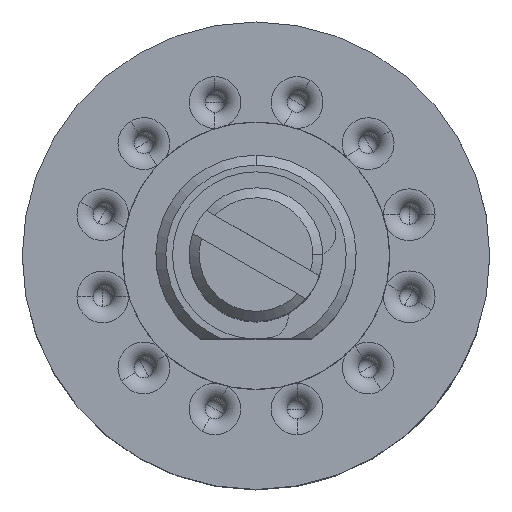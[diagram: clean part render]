
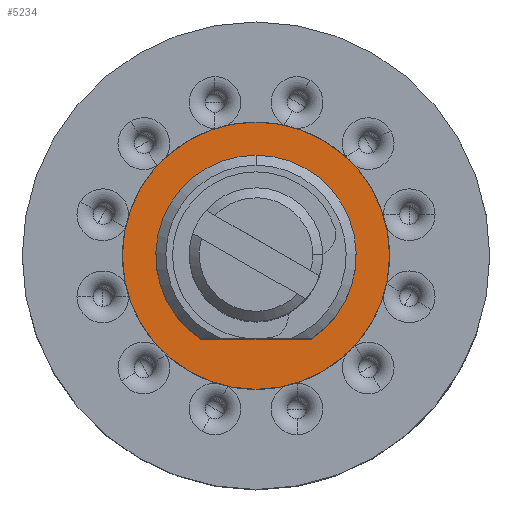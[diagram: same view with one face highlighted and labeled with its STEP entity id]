
A CAD part, top view. The second image highlights one B-rep face of the part: STEP entity #5234.
In plain terms, the highlighted planar face has unit normal (0, 0, 1).
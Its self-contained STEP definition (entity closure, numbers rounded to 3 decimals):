
#141 = CARTESIAN_POINT ( 'NONE',  ( 0., 0., 0. ) ) ;
#567 = DIRECTION ( 'NONE',  ( 0., 0., 1. ) ) ;
#996 = ORIENTED_EDGE ( 'NONE', *, *, #10156, .T. ) ;
#1499 = ORIENTED_EDGE ( 'NONE', *, *, #3204, .T. ) ;
#1788 = ORIENTED_EDGE ( 'NONE', *, *, #12599, .F. ) ;
#2202 = VERTEX_POINT ( 'NONE', #13353 ) ;
#2667 = DIRECTION ( 'NONE',  ( 0., 0., 1. ) ) ;
#2862 = PLANE ( 'NONE',  #18161 ) ;
#2866 = ORIENTED_EDGE ( 'NONE', *, *, #12964, .F. ) ;
#3204 = EDGE_CURVE ( 'NONE', #15555, #2202, #9329, .T. ) ;
#3638 = FACE_BOUND ( 'NONE', #9233, .T. ) ;
#3796 = VERTEX_POINT ( 'NONE', #8371 ) ;
#4019 = AXIS2_PLACEMENT_3D ( 'NONE', #18311, #567, #10957 ) ;
#4240 = EDGE_LOOP ( 'NONE', ( #7802, #1499 ) ) ;
#5234 = ADVANCED_FACE ( 'NONE', ( #3638, #18979 ), #2862, .T. ) ;
#6086 = CARTESIAN_POINT ( 'NONE',  ( 1.658, -2.5, 0. ) ) ;
#6312 = LINE ( 'NONE', #8215, #12360 ) ;
#6646 = CARTESIAN_POINT ( 'NONE',  ( -1.658, -2.5, 0. ) ) ;
#7200 = CARTESIAN_POINT ( 'NONE',  ( 0., 0., 0. ) ) ;
#7802 = ORIENTED_EDGE ( 'NONE', *, *, #10129, .T. ) ;
#8215 = CARTESIAN_POINT ( 'NONE',  ( 0., -2.5, 0. ) ) ;
#8371 = CARTESIAN_POINT ( 'NONE',  ( 0., 3., 0. ) ) ;
#9233 = EDGE_LOOP ( 'NONE', ( #996, #1788, #2866 ) ) ;
#9329 = CIRCLE ( 'NONE', #4019, 4. ) ;
#9418 = DIRECTION ( 'NONE',  ( 0., 0., 1. ) ) ;
#10065 = CARTESIAN_POINT ( 'NONE',  ( 0., -4., 0. ) ) ;
#10129 = EDGE_CURVE ( 'NONE', #2202, #15555, #19126, .T. ) ;
#10156 = EDGE_CURVE ( 'NONE', #13698, #12452, #6312, .T. ) ;
#10460 = DIRECTION ( 'NONE',  ( 0., -1., 0. ) ) ;
#10957 = DIRECTION ( 'NONE',  ( 0., -1., 0. ) ) ;
#12360 = VECTOR ( 'NONE', #14148, 1000. ) ;
#12452 = VERTEX_POINT ( 'NONE', #6646 ) ;
#12599 = EDGE_CURVE ( 'NONE', #3796, #12452, #18961, .T. ) ;
#12964 = EDGE_CURVE ( 'NONE', #13698, #3796, #13317, .T. ) ;
#13203 = DIRECTION ( 'NONE',  ( 0., -1., 0. ) ) ;
#13214 = DIRECTION ( 'NONE',  ( 0., 0., 1. ) ) ;
#13230 = DIRECTION ( 'NONE',  ( 0., 0., 1. ) ) ;
#13317 = CIRCLE ( 'NONE', #15145, 3. ) ;
#13353 = CARTESIAN_POINT ( 'NONE',  ( 0., 4., 0. ) ) ;
#13511 = AXIS2_PLACEMENT_3D ( 'NONE', #141, #13230, #10460 ) ;
#13698 = VERTEX_POINT ( 'NONE', #6086 ) ;
#14148 = DIRECTION ( 'NONE',  ( -1., 0., 0. ) ) ;
#15145 = AXIS2_PLACEMENT_3D ( 'NONE', #7200, #13214, #19002 ) ;
#15555 = VERTEX_POINT ( 'NONE', #10065 ) ;
#16019 = CARTESIAN_POINT ( 'NONE',  ( 0., 0., 0. ) ) ;
#16428 = CARTESIAN_POINT ( 'NONE',  ( 0., 0., 0. ) ) ;
#17917 = DIRECTION ( 'NONE',  ( 0., -1., 0. ) ) ;
#18161 = AXIS2_PLACEMENT_3D ( 'NONE', #16019, #2667, #13203 ) ;
#18311 = CARTESIAN_POINT ( 'NONE',  ( 0., 0., 0. ) ) ;
#18816 = AXIS2_PLACEMENT_3D ( 'NONE', #16428, #9418, #17917 ) ;
#18961 = CIRCLE ( 'NONE', #13511, 3. ) ;
#18979 = FACE_OUTER_BOUND ( 'NONE', #4240, .T. ) ;
#19002 = DIRECTION ( 'NONE',  ( 0., -1., 0. ) ) ;
#19126 = CIRCLE ( 'NONE', #18816, 4. ) ;
